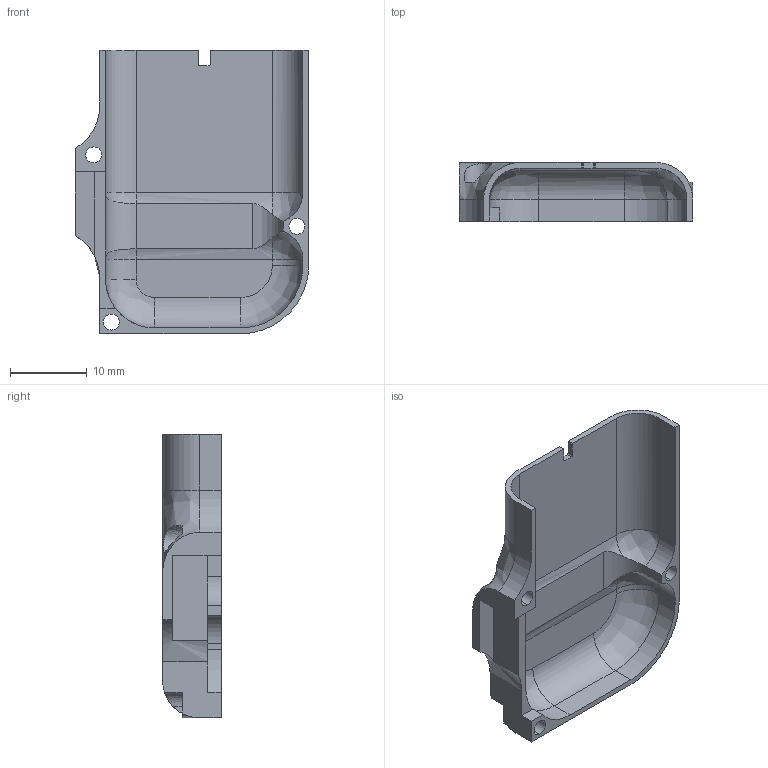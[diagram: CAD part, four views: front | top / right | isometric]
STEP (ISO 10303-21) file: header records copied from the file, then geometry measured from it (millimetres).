
FILE_DESCRIPTION (( 'STEP AP214' ), '1' );
FILE_NAME ('311118-05-xb.STEP', '2021-10-20T20:02:36', ( '' ), ( '' ), 'SwSTEP 2.0', 'SolidWorks 2020', '' );
FILE_SCHEMA (( 'AUTOMOTIVE_DESIGN' ));
Length unit declared in the file: inch
Products named in the file (1): 311118-05-xb
Bounding box: 30.35 x 7.62 x 36.88 mm (x, y, z)
Volume: 1419.5 mm3; surface area: 3223.1 mm2
Topology: 1 solids, 1 shells, 82 faces, 216 edges, 137 vertices
Faces by surface type: plane 37, bspline 33, cylinder 12
Entity records: 3426 total; most frequent: CARTESIAN_POINT 1589, ORIENTED_EDGE 432, DIRECTION 261, EDGE_CURVE 216, VERTEX_POINT 137, VECTOR 117, LINE 117, EDGE_LOOP 89
